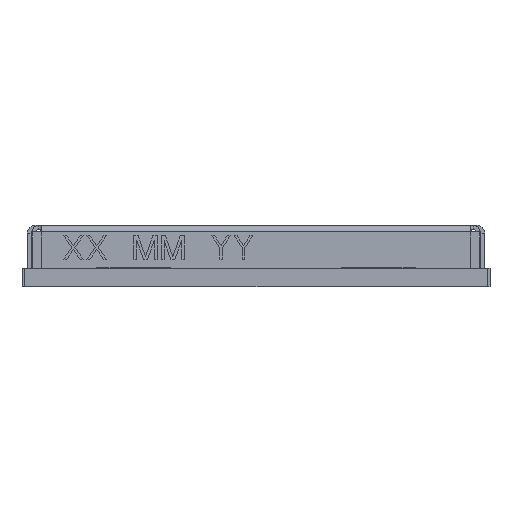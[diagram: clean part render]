
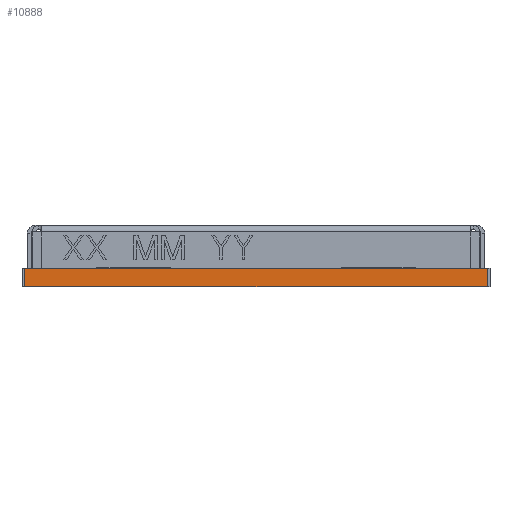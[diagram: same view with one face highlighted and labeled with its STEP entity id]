
A CAD part, front view. The second image highlights one B-rep face of the part: STEP entity #10888.
In plain terms, the highlighted planar face has unit normal (0, -1, 0).
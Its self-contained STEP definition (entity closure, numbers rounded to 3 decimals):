
#25=DIRECTION('',(1.,0.,0.));
#26=VECTOR('',#25,17.8);
#27=CARTESIAN_POINT('',(0.1,0.,0.));
#28=LINE('',#27,#26);
#2587=DIRECTION('',(0.,0.,1.));
#2588=VECTOR('',#2587,0.7);
#2589=CARTESIAN_POINT('',(0.1,0.,0.));
#2590=LINE('',#2589,#2588);
#2594=DIRECTION('',(0.,0.,1.));
#2595=VECTOR('',#2594,0.7);
#2596=CARTESIAN_POINT('',(17.9,0.,0.));
#2597=LINE('',#2596,#2595);
#2678=DIRECTION('',(1.,0.,0.));
#2679=VECTOR('',#2678,17.8);
#2680=CARTESIAN_POINT('',(0.1,0.,0.7));
#2681=LINE('',#2680,#2679);
#8187=CARTESIAN_POINT('',(0.1,0.,0.));
#8189=VERTEX_POINT('',#8187);
#8209=CARTESIAN_POINT('',(17.9,0.,0.));
#8210=VERTEX_POINT('',#8209);
#8211=CARTESIAN_POINT('',(0.1,0.,0.7));
#8213=VERTEX_POINT('',#8211);
#8233=CARTESIAN_POINT('',(17.9,0.,0.7));
#8234=VERTEX_POINT('',#8233);
#10876=CARTESIAN_POINT('',(0.,0.,0.));
#10877=DIRECTION('',(0.,-1.,0.));
#10878=DIRECTION('',(1.,0.,0.));
#10879=AXIS2_PLACEMENT_3D('',#10876,#10877,#10878);
#10880=PLANE('',#10879);
#10881=ORIENTED_EDGE('',*,*,#10654,.T.);
#10883=ORIENTED_EDGE('',*,*,#10882,.T.);
#10884=ORIENTED_EDGE('',*,*,#10861,.F.);
#10885=ORIENTED_EDGE('',*,*,#9750,.F.);
#10886=EDGE_LOOP('',(#10881,#10883,#10884,#10885));
#10887=FACE_OUTER_BOUND('',#10886,.F.);
#9750=EDGE_CURVE('',#8189,#8210,#28,.T.);
#10654=EDGE_CURVE('',#8189,#8213,#2590,.T.);
#10861=EDGE_CURVE('',#8210,#8234,#2597,.T.);
#10882=EDGE_CURVE('',#8213,#8234,#2681,.T.);
#10888=ADVANCED_FACE('',(#10887),#10880,.T.);
